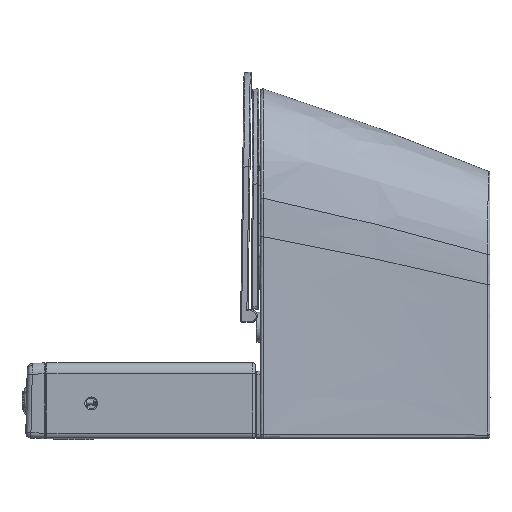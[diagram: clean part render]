
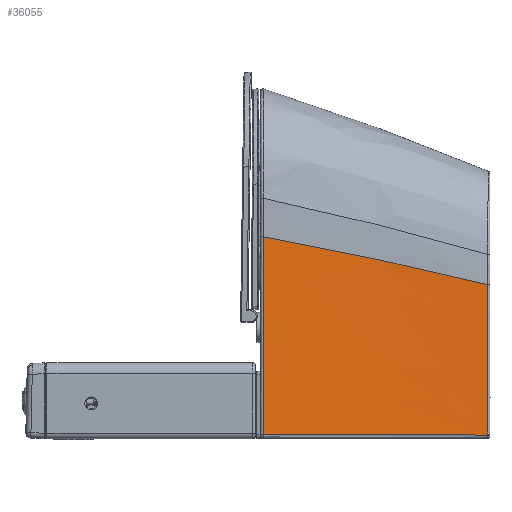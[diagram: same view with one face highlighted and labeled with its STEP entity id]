
A CAD part, left-side view. The second image highlights one B-rep face of the part: STEP entity #36055.
In plain terms, the highlighted free-form (B-spline) face has degree [5, 5] with [6, 6] control points.
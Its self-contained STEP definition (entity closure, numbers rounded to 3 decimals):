
#3 = CARTESIAN_POINT ( 'NONE',  ( -175.687, 214.383, -917.82 ) ) ;
#339 = CARTESIAN_POINT ( 'NONE',  ( -168.535, 128.917, -862.698 ) ) ;
#1107 = CARTESIAN_POINT ( 'NONE',  ( -181.295, 294.619, -834.788 ) ) ;
#2699 = CARTESIAN_POINT ( 'NONE',  ( -146.458, -124.097, -1035.551 ) ) ;
#5426 = CARTESIAN_POINT ( 'NONE',  ( -176.277, 214.557, -989.962 ) ) ;
#6454 = CARTESIAN_POINT ( 'NONE',  ( -162.011, 44.767, -884.028 ) ) ;
#6793 = CARTESIAN_POINT ( 'NONE',  ( -174.867, 210.896, -849.939 ) ) ;
#7461 = CARTESIAN_POINT ( 'NONE',  ( -161.368, 44.574, -1011.016 ) ) ;
#8130 = CARTESIAN_POINT ( 'NONE',  ( -169.11, 130.028, -1137.736 ) ) ;
#9077 = CARTESIAN_POINT ( 'NONE',  ( -147.218, -119.514, -1017.571 ) ) ;
#10017 = CARTESIAN_POINT ( 'NONE',  ( -143.458, -119.609, -1200.776 ) ) ;
#10537 = CARTESIAN_POINT ( 'NONE',  ( -155.583, -37.592, -902.95 ) ) ;
#10854 = CARTESIAN_POINT ( 'NONE',  ( -185.805, 300.014, -1131.352 ) ) ;
#12878 = CARTESIAN_POINT ( 'NONE',  ( -154.88, -8.836, -1200.712 ) ) ;
#12924 = CARTESIAN_POINT ( 'NONE',  ( -186.188, 294.5, -1200.574 ) ) ;
#13200 = CARTESIAN_POINT ( 'NONE',  ( -148.849, -124.097, -921.482 ) ) ;
#13533 = CARTESIAN_POINT ( 'NONE',  ( -153.164, -39.72, -1084.082 ) ) ;
#14709 = ORIENTED_EDGE ( 'NONE', *, *, #36993, .F. ) ;
#15112 = B_SPLINE_CURVE_WITH_KNOTS ( 'NONE', 3,
 ( #55424, #25282, #9077, #34464, #29712, #45264 ),
 .UNSPECIFIED., .F., .F.,
 ( 4, 1, 1, 4 ),
 ( 0., 0.333, 0.667, 1. ),
 .UNSPECIFIED. ) ;
#15737 = EDGE_CURVE ( 'NONE', #17777, #58931, #15112, .T. ) ;
#17286 = CARTESIAN_POINT ( 'NONE',  ( -175.396, 189.974, -1200.617 ) ) ;
#17615 = CARTESIAN_POINT ( 'NONE',  ( -151.666, -39.275, -1206.654 ) ) ;
#17777 = VERTEX_POINT ( 'NONE', #35788 ) ;
#18285 = CARTESIAN_POINT ( 'NONE',  ( -147.654, -124.097, -978.516 ) ) ;
#18612 = CARTESIAN_POINT ( 'NONE',  ( -153.913, -39.928, -1022.85 ) ) ;
#20667 = FACE_OUTER_BOUND ( 'NONE', #46301, .T. ) ;
#21005 = CARTESIAN_POINT ( 'NONE',  ( -168.679, 129.144, -931.317 ) ) ;
#21304 = ORIENTED_EDGE ( 'NONE', *, *, #36806, .F. ) ;
#22002 = CARTESIAN_POINT ( 'NONE',  ( -184.768, 300.014, -1056.051 ) ) ;
#25282 = CARTESIAN_POINT ( 'NONE',  ( -148.506, -119.48, -954.782 ) ) ;
#25311 = ORIENTED_EDGE ( 'NONE', *, *, #30260, .F. ) ;
#25739 = CARTESIAN_POINT ( 'NONE',  ( -186.841, 300.014, -1206.654 ) ) ;
#26056 = CARTESIAN_POINT ( 'NONE',  ( -178.048, 215.192, -1206.654 ) ) ;
#26412 = CARTESIAN_POINT ( 'NONE',  ( -168.439, 127.612, -866.352 ) ) ;
#27519 = VERTEX_POINT ( 'NONE', #1107 ) ;
#28099 = CARTESIAN_POINT ( 'NONE',  ( -186.188, 294.5, -1200.574 ) ) ;
#28432 = CARTESIAN_POINT ( 'NONE',  ( -148.888, -66.929, -1200.744 ) ) ;
#28478 = CARTESIAN_POINT ( 'NONE',  ( -182.904, 294.581, -954.929 ) ) ;
#28765 = CARTESIAN_POINT ( 'NONE',  ( -161.973, 44.064, -880.976 ) ) ;
#29106 = CARTESIAN_POINT ( 'NONE',  ( -185.063, 283.599, -1200.578 ) ) ;
#29712 = CARTESIAN_POINT ( 'NONE',  ( -144.075, -119.594, -1170.74 ) ) ;
#30260 = EDGE_CURVE ( 'NONE', #46453, #27519, #38671, .T. ) ;
#31826 = CARTESIAN_POINT ( 'NONE',  ( -181.659, 300.014, -830.147 ) ) ;
#33495 = B_SPLINE_CURVE_WITH_KNOTS ( 'NONE', 5,
 ( #52803, #6793, #26412, #6454, #10537, #57549 ),
 .UNSPECIFIED., .F., .F.,
 ( 6, 6 ),
 ( 0., 1. ),
 .UNSPECIFIED. ) ;
#33555 = CARTESIAN_POINT ( 'NONE',  ( -184.535, 294.541, -1076.858 ) ) ;
#33830 = CARTESIAN_POINT ( 'NONE',  ( -142.872, -124.097, -1206.654 ) ) ;
#34464 = CARTESIAN_POINT ( 'NONE',  ( -145.319, -119.562, -1110.125 ) ) ;
#35788 = CARTESIAN_POINT ( 'NONE',  ( -149.155, -119.463, -923.117 ) ) ;
#36055 = ADVANCED_FACE ( 'NONE', ( #20667 ), #41913, .F. ) ;
#36556 = CARTESIAN_POINT ( 'NONE',  ( -177.458, 214.964, -1134.39 ) ) ;
#36806 = EDGE_CURVE ( 'NONE', #27519, #17777, #33495, .T. ) ;
#36993 = EDGE_CURVE ( 'NONE', #58931, #46453, #58995, .T. ) ;
#37563 = CARTESIAN_POINT ( 'NONE',  ( -175.097, 214.234, -845.755 ) ) ;
#37837 = ORIENTED_EDGE ( 'NONE', *, *, #15737, .F. ) ;
#37906 = CARTESIAN_POINT ( 'NONE',  ( -143.458, -119.609, -1200.776 ) ) ;
#38247 = CARTESIAN_POINT ( 'NONE',  ( -168.269, 120.932, -1200.648 ) ) ;
#38671 = B_SPLINE_CURVE_WITH_KNOTS ( 'NONE', 3,
 ( #12924, #33555, #28478, #54857 ),
 .UNSPECIFIED., .F., .F.,
 ( 4, 4 ),
 ( 0., 1. ),
 .UNSPECIFIED. ) ;
#38902 = CARTESIAN_POINT ( 'NONE',  ( -160.46, 45.547, -1206.654 ) ) ;
#39245 = CARTESIAN_POINT ( 'NONE',  ( -181.404, 248.166, -1200.593 ) ) ;
#41289 = CARTESIAN_POINT ( 'NONE',  ( -176.867, 214.753, -1062.16 ) ) ;
#41626 = CARTESIAN_POINT ( 'NONE',  ( -168.823, 129.411, -1000.051 ) ) ;
#41913 = B_SPLINE_SURFACE_WITH_KNOTS ( 'NONE', 5, 5, ( 
 ( #31826, #47371, #47705, #22002, #10854, #25739 ),
 ( #37563, #3, #5426, #41289, #36556, #26056 ),
 ( #339, #21005, #41626, #57208, #8130, #53812 ),
 ( #28765, #54138, #7461, #49379, #43985, #38902 ),
 ( #64682, #59560, #18612, #13533, #42978, #17615 ),
 ( #13200, #18285, #2699, #54469, #43647, #33830 ) ),
 .UNSPECIFIED., .F., .F., .F.,
 ( 6, 6 ),
 ( 6, 6 ),
 ( 0., 1. ),
 ( 0.502, 1. ),
 .UNSPECIFIED. ) ;
#42978 = CARTESIAN_POINT ( 'NONE',  ( -152.415, -39.502, -1145.35 ) ) ;
#43543 = CARTESIAN_POINT ( 'NONE',  ( -186.188, 294.5, -1200.574 ) ) ;
#43647 = CARTESIAN_POINT ( 'NONE',  ( -144.068, -124.097, -1149.619 ) ) ;
#43985 = CARTESIAN_POINT ( 'NONE',  ( -160.763, 45.206, -1141.389 ) ) ;
#44324 = CARTESIAN_POINT ( 'NONE',  ( -145.094, -103.732, -1200.766 ) ) ;
#45264 = CARTESIAN_POINT ( 'NONE',  ( -143.458, -119.609, -1200.776 ) ) ;
#46301 = EDGE_LOOP ( 'NONE', ( #21304, #25311, #14709, #37837 ) ) ;
#46453 = VERTEX_POINT ( 'NONE', #43543 ) ;
#47371 = CARTESIAN_POINT ( 'NONE',  ( -182.695, 300.014, -905.448 ) ) ;
#47705 = CARTESIAN_POINT ( 'NONE',  ( -183.732, 300.014, -980.75 ) ) ;
#49379 = CARTESIAN_POINT ( 'NONE',  ( -161.065, 44.882, -1076.177 ) ) ;
#52803 = CARTESIAN_POINT ( 'NONE',  ( -181.295, 294.619, -834.788 ) ) ;
#53812 = CARTESIAN_POINT ( 'NONE',  ( -169.254, 130.369, -1206.654 ) ) ;
#54138 = CARTESIAN_POINT ( 'NONE',  ( -161.67, 44.297, -945.939 ) ) ;
#54469 = CARTESIAN_POINT ( 'NONE',  ( -145.263, -124.097, -1092.585 ) ) ;
#54857 = CARTESIAN_POINT ( 'NONE',  ( -181.295, 294.619, -834.788 ) ) ;
#55424 = CARTESIAN_POINT ( 'NONE',  ( -149.155, -119.463, -923.117 ) ) ;
#57208 = CARTESIAN_POINT ( 'NONE',  ( -168.966, 129.709, -1068.868 ) ) ;
#57549 = CARTESIAN_POINT ( 'NONE',  ( -149.155, -119.463, -923.117 ) ) ;
#58931 = VERTEX_POINT ( 'NONE', #10017 ) ;
#58995 =( BOUNDED_CURVE ( )  B_SPLINE_CURVE ( 3, ( #37906, #44324, #28432, #12878, #65020, #38247, #17286, #39245, #29106, #28099 ),
 .UNSPECIFIED., .F., .F. ) 
 B_SPLINE_CURVE_WITH_KNOTS ( ( 4, 1, 1, 1, 1, 1, 1, 4 ),
 ( 0., 0.115, 0.267, 0.421, 0.578, 0.743, 0.921, 1. ),
 .UNSPECIFIED. ) 
 CURVE ( )  GEOMETRIC_REPRESENTATION_ITEM ( )  RATIONAL_B_SPLINE_CURVE ( ( 1.175, 1.175, 1.175, 1.175, 1.175, 1.175, 1.175, 1.175, 1.175, 1.175 ) ) 
 REPRESENTATION_ITEM ( '' )  );
#59560 = CARTESIAN_POINT ( 'NONE',  ( -154.662, -40.116, -961.672 ) ) ;
#64682 = CARTESIAN_POINT ( 'NONE',  ( -155.411, -40.274, -900.571 ) ) ;
#65020 = CARTESIAN_POINT ( 'NONE',  ( -161.479, 55.131, -1200.679 ) ) ;
